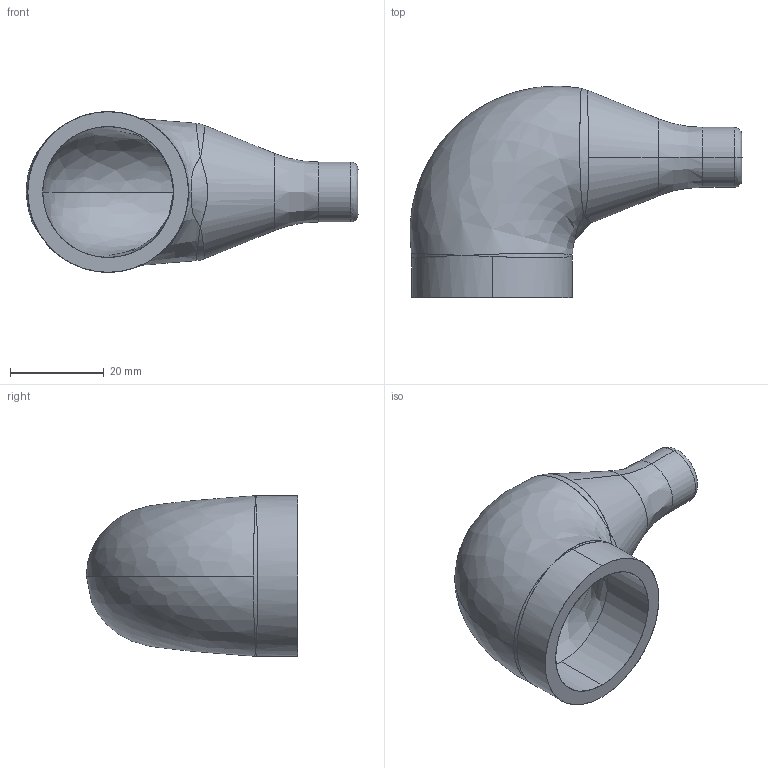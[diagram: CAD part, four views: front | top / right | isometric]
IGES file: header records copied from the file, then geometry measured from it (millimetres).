
Start section: SolidWorks IGES file using analytic representation for surfaces
Global section: file name: NU3R.IGS; native system: SolidWorks 2013; preprocessor: SolidWorks 2013; author: office; date: 150225.133246; units: inch
Bounding box: 70.89 x 45.18 x 34.29 mm (x, y, z)
Surface area: 11619.6 mm2 (no closed solid volume)
Topology: 0 solids, 0 shells, 29 faces, 772 edges, 770 vertices
Faces by surface type: bspline 17, revolution 12
